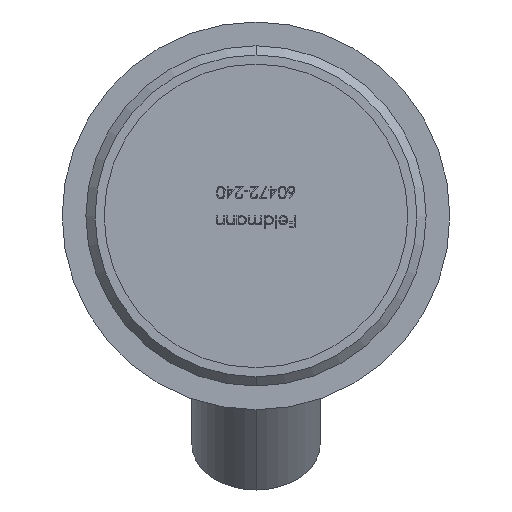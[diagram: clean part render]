
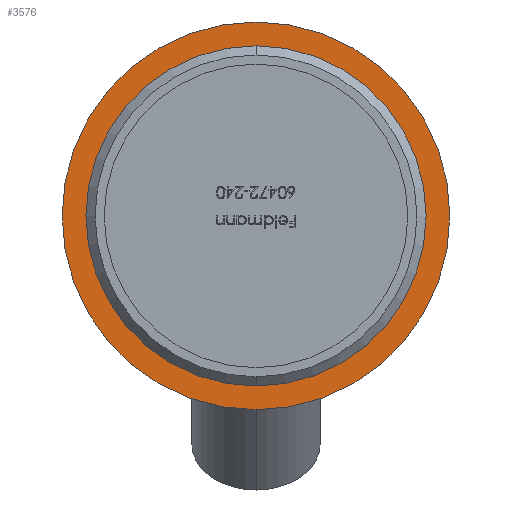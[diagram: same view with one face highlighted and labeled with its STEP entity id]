
A CAD part, front view. The second image highlights one B-rep face of the part: STEP entity #3576.
In plain terms, the highlighted planar face has unit normal (0, -1, 0).
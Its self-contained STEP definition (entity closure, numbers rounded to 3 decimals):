
#361 = ORIENTED_EDGE ( 'NONE', *, *, #8943, .F. ) ;
#503 = DIRECTION ( 'NONE',  ( 0., 0., 1. ) ) ;
#734 = EDGE_CURVE ( 'NONE', #10911, #3311, #11128, .T. ) ;
#827 = CARTESIAN_POINT ( 'NONE',  ( 0., -7., 0. ) ) ;
#875 = AXIS2_PLACEMENT_3D ( 'NONE', #3379, #6291, #503 ) ;
#1313 = FACE_OUTER_BOUND ( 'NONE', #10277, .T. ) ;
#1387 = EDGE_LOOP ( 'NONE', ( #11558, #7133 ) ) ;
#1594 = CARTESIAN_POINT ( 'NONE',  ( 0., -7., 0. ) ) ;
#1762 = EDGE_CURVE ( 'NONE', #5878, #5167, #12453, .T. ) ;
#1787 = DIRECTION ( 'NONE',  ( 0., 0., 1. ) ) ;
#2060 = CARTESIAN_POINT ( 'NONE',  ( 0., -7., 0. ) ) ;
#2346 = CIRCLE ( 'NONE', #9911, 18.6 ) ;
#2560 = DIRECTION ( 'NONE',  ( 0., 0., 1. ) ) ;
#2650 = AXIS2_PLACEMENT_3D ( 'NONE', #1594, #8351, #2560 ) ;
#3042 = DIRECTION ( 'NONE',  ( 0., 0., 1. ) ) ;
#3311 = VERTEX_POINT ( 'NONE', #3829 ) ;
#3379 = CARTESIAN_POINT ( 'NONE',  ( 0., -7., 0. ) ) ;
#3576 = ADVANCED_FACE ( 'NONE', ( #4194, #1313 ), #11861, .F. ) ;
#3829 = CARTESIAN_POINT ( 'NONE',  ( 0., -7., -21.2 ) ) ;
#3851 = EDGE_CURVE ( 'NONE', #5167, #5878, #2346, .T. ) ;
#4194 = FACE_BOUND ( 'NONE', #1387, .T. ) ;
#5167 = VERTEX_POINT ( 'NONE', #12119 ) ;
#5745 = DIRECTION ( 'NONE',  ( 0., -1., 0. ) ) ;
#5878 = VERTEX_POINT ( 'NONE', #11807 ) ;
#6291 = DIRECTION ( 'NONE',  ( 0., 1., 0. ) ) ;
#7133 = ORIENTED_EDGE ( 'NONE', *, *, #1762, .F. ) ;
#7483 = CIRCLE ( 'NONE', #2650, 21.2 ) ;
#7558 = DIRECTION ( 'NONE',  ( 0., -1., 0. ) ) ;
#7632 = ORIENTED_EDGE ( 'NONE', *, *, #734, .F. ) ;
#7760 = AXIS2_PLACEMENT_3D ( 'NONE', #2060, #8822, #3042 ) ;
#8351 = DIRECTION ( 'NONE',  ( 0., 1., 0. ) ) ;
#8822 = DIRECTION ( 'NONE',  ( 0., 1., 0. ) ) ;
#8943 = EDGE_CURVE ( 'NONE', #3311, #10911, #7483, .T. ) ;
#9037 = CARTESIAN_POINT ( 'NONE',  ( 0., -7., 21.2 ) ) ;
#9911 = AXIS2_PLACEMENT_3D ( 'NONE', #11430, #5745, #12390 ) ;
#10277 = EDGE_LOOP ( 'NONE', ( #7632, #361 ) ) ;
#10851 = AXIS2_PLACEMENT_3D ( 'NONE', #827, #7558, #1787 ) ;
#10911 = VERTEX_POINT ( 'NONE', #9037 ) ;
#11128 = CIRCLE ( 'NONE', #7760, 21.2 ) ;
#11430 = CARTESIAN_POINT ( 'NONE',  ( 0., -7., 0. ) ) ;
#11558 = ORIENTED_EDGE ( 'NONE', *, *, #3851, .F. ) ;
#11807 = CARTESIAN_POINT ( 'NONE',  ( 0., -7., -18.6 ) ) ;
#11861 = PLANE ( 'NONE',  #875 ) ;
#12119 = CARTESIAN_POINT ( 'NONE',  ( 0., -7., 18.6 ) ) ;
#12390 = DIRECTION ( 'NONE',  ( 0., 0., 1. ) ) ;
#12453 = CIRCLE ( 'NONE', #10851, 18.6 ) ;
